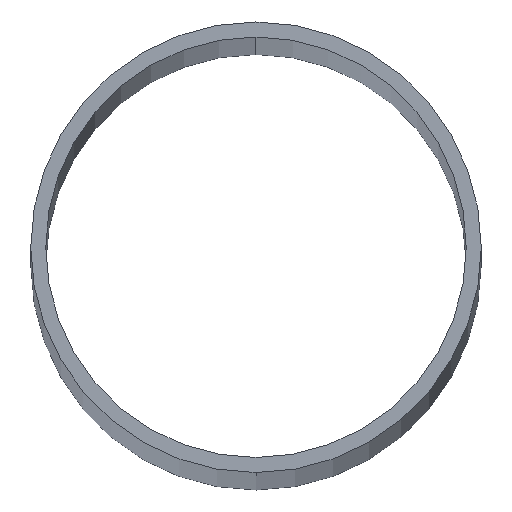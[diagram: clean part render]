
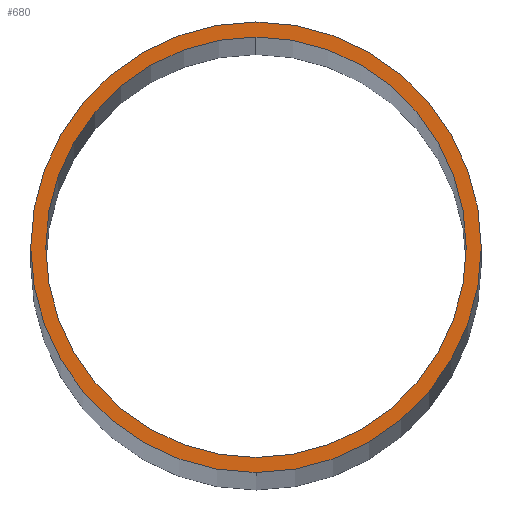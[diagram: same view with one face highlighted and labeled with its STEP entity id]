
A CAD part, top view. The second image highlights one B-rep face of the part: STEP entity #680.
In plain terms, the highlighted planar face has unit normal (0, 0, 1).
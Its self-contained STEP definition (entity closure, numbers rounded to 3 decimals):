
#100=CARTESIAN_POINT('',(37.392,173.857,
148.836));
#110=VERTEX_POINT('',#100);
#290=CARTESIAN_POINT('',(37.388,263.857,
148.836));
#300=VERTEX_POINT('',#290);
#330=CARTESIAN_POINT('',(37.39,218.857,
148.836));
#340=DIRECTION('',(0.,0.,-1.));
#350=DIRECTION('',(0.,1.,
0.));
#360=AXIS2_PLACEMENT_3D('',#330,#340,#350);
#370=CIRCLE('',#360,45.);
#380=EDGE_CURVE('',#110,#300,#370,.T.);
#430=CARTESIAN_POINT('',(37.392,174.472,
148.836));
#440=DIRECTION('',(0.,0.,-1.));
#450=DIRECTION('',(0.,1.,
0.));
#460=AXIS2_PLACEMENT_3D('',#430,#440,#450);
#470=PLANE('',#460);
#480=CARTESIAN_POINT('',(37.39,218.857,
148.836));
#490=DIRECTION('',(0.,0.,-1.));
#500=DIRECTION('',(0.,1.,
0.));
#510=AXIS2_PLACEMENT_3D('',#480,#490,#500);
#520=CIRCLE('',#510,42.);
#530=CARTESIAN_POINT('',(37.389,260.857,
148.836));
#540=VERTEX_POINT('',#530);
#550=CARTESIAN_POINT('',(37.392,176.857,
148.836));
#560=VERTEX_POINT('',#550);
#570=EDGE_CURVE('',#540,#560,#520,.T.);
#580=ORIENTED_EDGE('',*,*,#570,.T.);
#590=EDGE_CURVE('',#560,#540,#520,.T.);
#600=ORIENTED_EDGE('',*,*,#590,.T.);
#610=EDGE_LOOP('',(#600,#580));
#620=FACE_BOUND('',#610,.T.);
#630=EDGE_CURVE('',#300,#110,#370,.T.);
#640=ORIENTED_EDGE('',*,*,#630,.F.);
#650=ORIENTED_EDGE('',*,*,#380,.F.);
#660=EDGE_LOOP('',(#650,#640));
#670=FACE_OUTER_BOUND('',#660,.T.);
#680=ADVANCED_FACE('',(#620,#670),#470,.F.);
